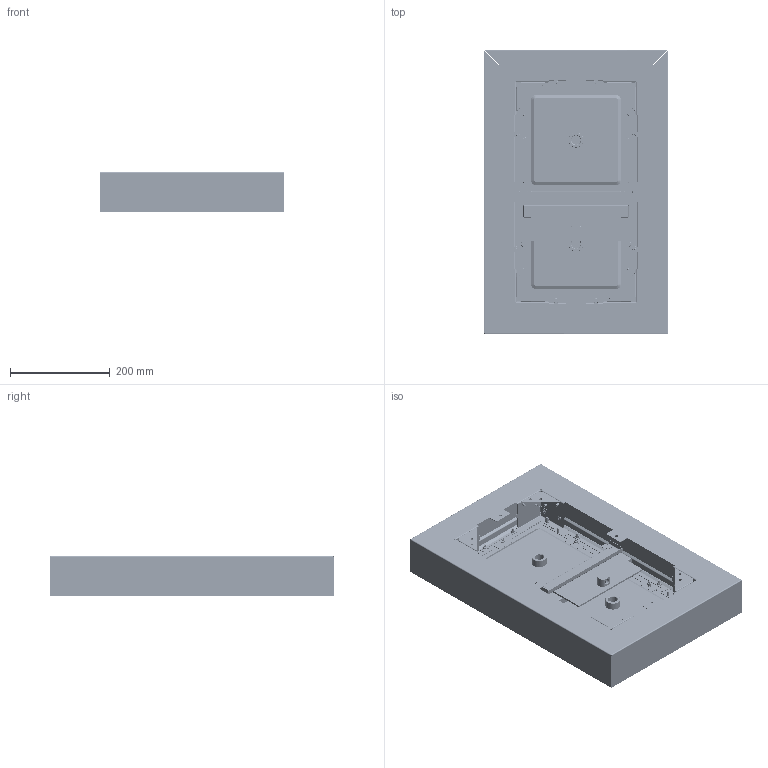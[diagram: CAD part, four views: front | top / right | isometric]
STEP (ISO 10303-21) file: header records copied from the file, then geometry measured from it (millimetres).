
FILE_DESCRIPTION(('STEP AP214'),'1');
FILE_NAME('Art.67643.stp','2023-06-12T05:38:34',(' '),(' '),'Spatial InterOp 3D',' ',' ');
FILE_SCHEMA(('AUTOMOTIVE_DESIGN { 1 0 10303 214 1 1 1 1 }'));
Length unit declared in the file: millimetre
Products named in the file (281): Art.67643; ASSEM1; S.00185; 23159; S.00104; 23158; 23160; T.RA031; 23156; 23155; 23161; S.00207; S.00110; S.00340; 21723; 22728; P.00100; T.RA141; 24267; 22729; 22509; S.00317; 23157; 22933; 22932; 22931; GrR; 21656; STRIPS1000RGB L=225; 22736; STRIPS1000RGB; Seg. Guaina; Seg. LED; STRIPS1000RGB L=425; 22213; T.RA063; 22930; 23152
Assembly tree (487 placements, depth 5):
  Art.67643
    ASSEM1
    S.00185  x6
      ASSEM1
      (unnamed)
      (unnamed)
      (unnamed)
      (unnamed)
      (unnamed)
      S.00185
    23159
    S.00104  x6
      ASSEM1
      (unnamed)
      S.00104
    23158
    23160
      ASSEM1
      (unnamed)
      T.RA031
        ASSEM1
        (unnamed)
        T.RA031
      23156
      23155
      23161
    S.00207  x16
      ASSEM1
      S.00207
    S.00110  x16
    S.00340  x20
      ASSEM1
      (unnamed)
      (unnamed)
      (unnamed)
      (unnamed)
      (unnamed)
      (unnamed)
      (unnamed)
      (unnamed)
      S.00340
    21723  x6
    22728  x2
      ASSEM1
      P.00100
        ASSEM1
        (unnamed)
        (unnamed)
        (unnamed)
        P.00100
      (unnamed)
      (unnamed)
      (unnamed)
      (unnamed)
      (unnamed)
      (unnamed)
      (unnamed)
      (unnamed)
      (unnamed)
      (unnamed)
Bounding box: 370 x 570 x 80 mm (x, y, z)
Volume: 1123665.5 mm3; surface area: 1988530.2 mm2
Topology: 391 solids, 391 shells, 8746 faces, 21788 edges, 14428 vertices
Faces by surface type: plane 3082, cylinder 2789, torus 2349, cone 304, sphere 192, bspline 30
Full cylindrical faces by diameter (mm): 0.4 x20, 1.5 x200, 1.7 x200, 2.6 x24, 3 x84, 3.1 x200, 3.3 x216, 4 x20, 4.2 x10, 4.4 x16, 4.6 x20, 4.8 x24, 5 x420, 5.2 x52, 6 x16, 6.2 x32, 6.9 x10, 7 x10, 8.2 x10, 10 x205, 10.2 x4, 11.445 x2, 12 x16, 13.9 x1, 14 x2, 14.1 x1, 16.4 x2, 18.631 x4, 28 x2, 28.2 x2
Entity records: 78274 total; most frequent: DIRECTION 9427, CARTESIAN_POINT 8585, ORIENTED_EDGE 6802, AXIS2_PLACEMENT_3D 3785, EDGE_CURVE 3401, EDGE_LOOP 2663, VERTEX_POINT 2435, FACE_OUTER_BOUND 1865
